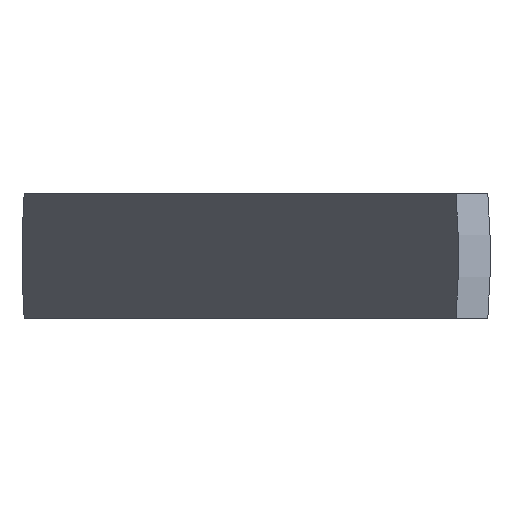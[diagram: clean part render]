
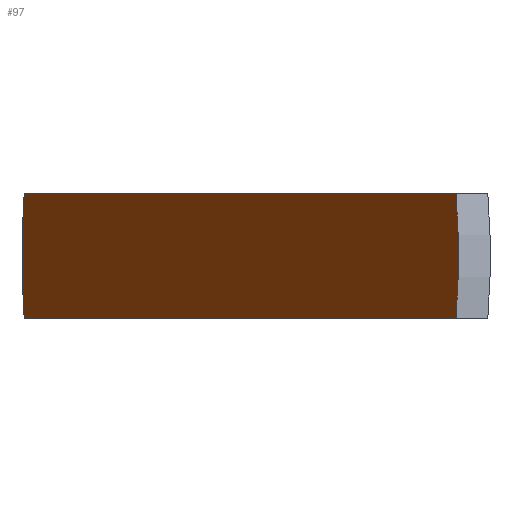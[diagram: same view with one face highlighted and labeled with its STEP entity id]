
A CAD part, front view. The second image highlights one B-rep face of the part: STEP entity #97.
In plain terms, the highlighted planar face has unit normal (-0.852, -0.524, 0).
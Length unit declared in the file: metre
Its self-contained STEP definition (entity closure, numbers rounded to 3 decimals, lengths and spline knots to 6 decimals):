
#16=CIRCLE('',#119,0.033511);
#17=CIRCLE('',#120,0.033511);
#30=ORIENTED_EDGE('',*,*,#42,.T.);
#31=ORIENTED_EDGE('',*,*,#52,.F.);
#32=ORIENTED_EDGE('',*,*,#46,.F.);
#33=ORIENTED_EDGE('',*,*,#53,.T.);
#42=EDGE_CURVE('',#54,#55,#62,.T.);
#46=EDGE_CURVE('',#58,#59,#66,.T.);
#52=EDGE_CURVE('',#59,#55,#16,.F.);
#53=EDGE_CURVE('',#58,#54,#17,.F.);
#54=VERTEX_POINT('',#156);
#55=VERTEX_POINT('',#157);
#58=VERTEX_POINT('',#165);
#59=VERTEX_POINT('',#166);
#62=LINE('',#155,#70);
#66=LINE('',#164,#74);
#70=VECTOR('',#127,1.);
#74=VECTOR('',#133,1.);
#81=EDGE_LOOP('',(#30,#31,#32,#33));
#87=FACE_BOUND('',#81,.T.);
#93=PLANE('',#118);
#97=ADVANCED_FACE('',(#87),#93,.F.);
#118=AXIS2_PLACEMENT_3D('',#175,#143,#144);
#119=AXIS2_PLACEMENT_3D('',#176,#145,#146);
#120=AXIS2_PLACEMENT_3D('',#177,#147,#148);
#127=DIRECTION('',(-0.524,0.852,0.));
#133=DIRECTION('',(-0.524,0.852,0.));
#143=DIRECTION('',(0.852,0.524,0.));
#144=DIRECTION('',(-0.524,0.852,0.));
#145=DIRECTION('',(-0.852,-0.524,0.));
#146=DIRECTION('',(0.524,-0.852,0.));
#147=DIRECTION('',(0.852,0.524,0.));
#148=DIRECTION('',(-0.524,0.852,0.));
#155=CARTESIAN_POINT('',(-0.023178,0.054314,0.005));
#156=CARTESIAN_POINT('',(-0.005825,0.026085,0.005));
#157=CARTESIAN_POINT('',(-0.040531,0.082543,0.005));
#164=CARTESIAN_POINT('',(-0.023178,0.054314,-0.005));
#165=CARTESIAN_POINT('',(-0.005825,0.026085,-0.005));
#166=CARTESIAN_POINT('',(-0.040531,0.082543,-0.005));
#175=CARTESIAN_POINT('',(-0.023178,0.054314,0.));
#176=CARTESIAN_POINT('',(-0.023178,0.054314,0.));
#177=CARTESIAN_POINT('',(-0.023178,0.054314,0.));
